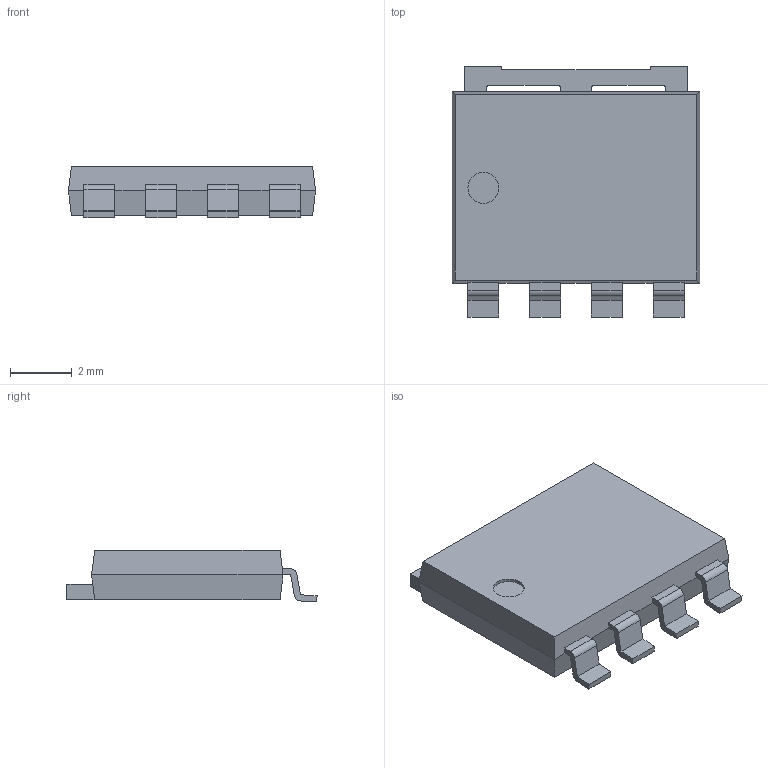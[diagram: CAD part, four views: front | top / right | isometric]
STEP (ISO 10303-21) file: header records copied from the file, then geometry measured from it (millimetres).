
FILE_DESCRIPTION (( 'STEP AP214' ), '1' );
FILE_NAME ('PowerDI8080-8.STEP', '2020-10-30T08:22:45', ( '' ), ( '' ), 'SwSTEP 2.0', 'SolidWorks 2015', '' );
FILE_SCHEMA (( 'AUTOMOTIVE_DESIGN' ));
Length unit declared in the file: millimetre
Products named in the file (1): PowerDI8080-8
Bounding box: 8 x 8.1 x 1.67 mm (x, y, z)
Volume: 80.7 mm3; surface area: 171.3 mm2
Topology: 1 solids, 1 shells, 89 faces, 252 edges, 164 vertices
Faces by surface type: plane 71, cylinder 18
Entity records: 3592 total; most frequent: CARTESIAN_POINT 506, ORIENTED_EDGE 504, DIRECTION 468, EDGE_CURVE 252, LINE 216, VECTOR 216, VERTEX_POINT 164, AXIS2_PLACEMENT_3D 126
